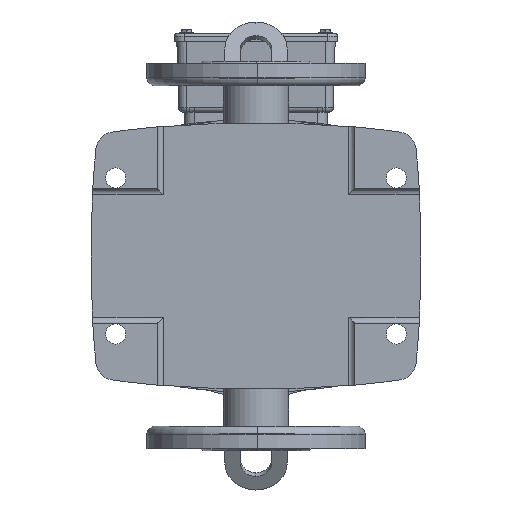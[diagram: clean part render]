
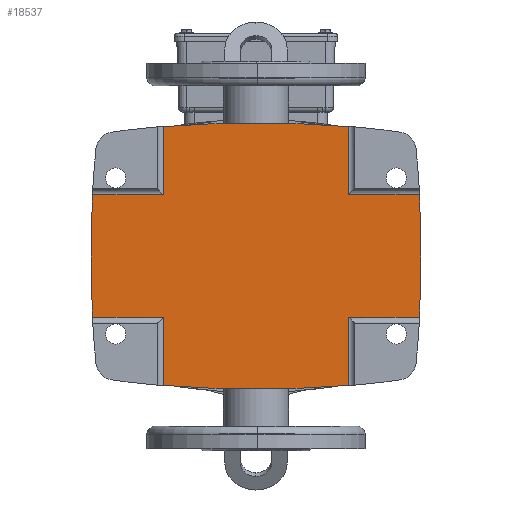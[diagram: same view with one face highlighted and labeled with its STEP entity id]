
A CAD part, front view. The second image highlights one B-rep face of the part: STEP entity #18537.
In plain terms, the highlighted planar face has unit normal (0, -1, 0).
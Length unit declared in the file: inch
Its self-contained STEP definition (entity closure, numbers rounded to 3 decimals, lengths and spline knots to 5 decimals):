
#20 = LINE ( 'NONE', #38079, #29730 ) ;
#241 = CARTESIAN_POINT ( 'NONE',  ( 10.36338, -1.02116, 23.07301 ) ) ;
#379 = ORIENTED_EDGE ( 'NONE', *, *, #28861, .T. ) ;
#382 = VECTOR ( 'NONE', #10266, 39.37008 ) ;
#735 = CIRCLE ( 'NONE', #11092, 27.26527 ) ;
#792 = AXIS2_PLACEMENT_3D ( 'NONE', #19312, #7875, #25894 ) ;
#1002 = DIRECTION ( 'NONE',  ( 0., -1., 0. ) ) ;
#1007 = CARTESIAN_POINT ( 'NONE',  ( 29.34651, -1.02116, 24.61566 ) ) ;
#1110 = EDGE_LOOP ( 'NONE', ( #19375, #25633, #32367, #10091, #8366, #11965, #33317, #27620, #379, #7747, #4919, #21620, #33807, #4349 ) ) ;
#1162 = VECTOR ( 'NONE', #24636, 39.37008 ) ;
#1518 = EDGE_CURVE ( 'NONE', #10106, #19314, #2748, .T. ) ;
#2631 = CARTESIAN_POINT ( 'NONE',  ( -16.85822, -1.02116, 24.61566 ) ) ;
#2669 = EDGE_CURVE ( 'NONE', #31333, #7851, #27640, .T. ) ;
#2748 = CIRCLE ( 'NONE', #37507, 27.26527 ) ;
#2957 = DIRECTION ( 'NONE',  ( -1., 0., 0. ) ) ;
#2983 = VECTOR ( 'NONE', #36582, 39.37008 ) ;
#3353 = CARTESIAN_POINT ( 'NONE',  ( 10.8406, -1.02116, 26.15831 ) ) ;
#3407 = CARTESIAN_POINT ( 'NONE',  ( 8.58039, -1.02116, 23.07301 ) ) ;
#4201 = VERTEX_POINT ( 'NONE', #13455 ) ;
#4349 = ORIENTED_EDGE ( 'NONE', *, *, #1518, .T. ) ;
#4358 = VECTOR ( 'NONE', #26693, 39.37008 ) ;
#4907 = VERTEX_POINT ( 'NONE', #28284 ) ;
#4919 = ORIENTED_EDGE ( 'NONE', *, *, #13475, .F. ) ;
#6557 = EDGE_CURVE ( 'NONE', #34950, #9181, #18857, .T. ) ;
#6823 = DIRECTION ( 'NONE',  ( -1., 0., 0. ) ) ;
#7021 = CARTESIAN_POINT ( 'NONE',  ( 10.8406, -1.02116, 23.07301 ) ) ;
#7074 = DIRECTION ( 'NONE',  ( -1., 0., 0. ) ) ;
#7284 = FACE_OUTER_BOUND ( 'NONE', #1110, .T. ) ;
#7747 = ORIENTED_EDGE ( 'NONE', *, *, #6557, .F. ) ;
#7851 = VERTEX_POINT ( 'NONE', #37645 ) ;
#7875 = DIRECTION ( 'NONE',  ( 0., 1., 0. ) ) ;
#8240 = CARTESIAN_POINT ( 'NONE',  ( 6.24414, -1.02116, 47.71881 ) ) ;
#8366 = ORIENTED_EDGE ( 'NONE', *, *, #23737, .F. ) ;
#8802 = CARTESIAN_POINT ( 'NONE',  ( 3.90789, -1.02116, 21.35132 ) ) ;
#9048 = CARTESIAN_POINT ( 'NONE',  ( 2.08123, -1.02116, 24.61566 ) ) ;
#9054 = CARTESIAN_POINT ( 'NONE',  ( 3.90789, -1.02116, 20.0192 ) ) ;
#9161 = LINE ( 'NONE', #15557, #1162 ) ;
#9181 = VERTEX_POINT ( 'NONE', #31889 ) ;
#9447 = AXIS2_PLACEMENT_3D ( 'NONE', #24700, #1002, #6823 ) ;
#9874 = EDGE_CURVE ( 'NONE', #19770, #26977, #735, .T. ) ;
#10068 = VERTEX_POINT ( 'NONE', #15116 ) ;
#10091 = ORIENTED_EDGE ( 'NONE', *, *, #30222, .T. ) ;
#10102 = DIRECTION ( 'NONE',  ( 0., 1., 0. ) ) ;
#10106 = VERTEX_POINT ( 'NONE', #9048 ) ;
#10192 = DIRECTION ( 'NONE',  ( -1., 0., 0. ) ) ;
#10266 = DIRECTION ( 'NONE',  ( -1., 0., 0. ) ) ;
#10332 = EDGE_CURVE ( 'NONE', #4907, #19314, #35176, .T. ) ;
#11092 = AXIS2_PLACEMENT_3D ( 'NONE', #2631, #32568, #38613 ) ;
#11166 = EDGE_CURVE ( 'NONE', #10068, #19770, #37412, .T. ) ;
#11504 = LINE ( 'NONE', #30232, #30410 ) ;
#11824 = VERTEX_POINT ( 'NONE', #31973 ) ;
#11965 = ORIENTED_EDGE ( 'NONE', *, *, #9874, .F. ) ;
#12135 = CARTESIAN_POINT ( 'NONE',  ( 3.90789, -1.02116, 26.15831 ) ) ;
#13455 = CARTESIAN_POINT ( 'NONE',  ( 8.58039, -1.02116, 26.15831 ) ) ;
#13475 = EDGE_CURVE ( 'NONE', #22062, #34950, #20, .T. ) ;
#14219 = LINE ( 'NONE', #3353, #2983 ) ;
#14822 = AXIS2_PLACEMENT_3D ( 'NONE', #8240, #31470, #10192 ) ;
#15059 = AXIS2_PLACEMENT_3D ( 'NONE', #17974, #23868, #2957 ) ;
#15116 = CARTESIAN_POINT ( 'NONE',  ( 10.36338, -1.02116, 26.15831 ) ) ;
#15557 = CARTESIAN_POINT ( 'NONE',  ( 10.8406, -1.02116, 26.15831 ) ) ;
#16116 = LINE ( 'NONE', #32285, #4358 ) ;
#16404 = DIRECTION ( 'NONE',  ( -1., 0., 0. ) ) ;
#17290 = EDGE_CURVE ( 'NONE', #11824, #10106, #33819, .T. ) ;
#17974 = CARTESIAN_POINT ( 'NONE',  ( 10.8406, -1.02116, 23.07301 ) ) ;
#18537 = ADVANCED_FACE ( 'NONE', ( #7284 ), #35136, .F. ) ;
#18857 = CIRCLE ( 'NONE', #24365, 26.47079 ) ;
#19312 = CARTESIAN_POINT ( 'NONE',  ( -16.85822, -1.02116, 24.61566 ) ) ;
#19314 = VERTEX_POINT ( 'NONE', #31650 ) ;
#19375 = ORIENTED_EDGE ( 'NONE', *, *, #10332, .F. ) ;
#19430 = DIRECTION ( 'NONE',  ( 0., -1., 0. ) ) ;
#19770 = VERTEX_POINT ( 'NONE', #19896 ) ;
#19896 = CARTESIAN_POINT ( 'NONE',  ( 10.40706, -1.02116, 24.61566 ) ) ;
#21433 = DIRECTION ( 'NONE',  ( 0., 0., 1. ) ) ;
#21620 = ORIENTED_EDGE ( 'NONE', *, *, #28945, .T. ) ;
#22062 = VERTEX_POINT ( 'NONE', #12135 ) ;
#22160 = VECTOR ( 'NONE', #21433, 39.37008 ) ;
#23737 = EDGE_CURVE ( 'NONE', #26977, #32697, #25819, .T. ) ;
#23856 = DIRECTION ( 'NONE',  ( 0., 0., 1. ) ) ;
#23868 = DIRECTION ( 'NONE',  ( 0., 1., 0. ) ) ;
#24365 = AXIS2_PLACEMENT_3D ( 'NONE', #28176, #10102, #31239 ) ;
#24636 = DIRECTION ( 'NONE',  ( -1., 0., 0. ) ) ;
#24700 = CARTESIAN_POINT ( 'NONE',  ( 29.34651, -1.02116, 24.61566 ) ) ;
#25633 = ORIENTED_EDGE ( 'NONE', *, *, #31385, .F. ) ;
#25819 = LINE ( 'NONE', #7021, #382 ) ;
#25894 = DIRECTION ( 'NONE',  ( -1., 0., 0. ) ) ;
#26693 = DIRECTION ( 'NONE',  ( 0., 0., 1. ) ) ;
#26977 = VERTEX_POINT ( 'NONE', #241 ) ;
#27620 = ORIENTED_EDGE ( 'NONE', *, *, #34691, .T. ) ;
#27640 = CIRCLE ( 'NONE', #14822, 26.47079 ) ;
#28176 = CARTESIAN_POINT ( 'NONE',  ( 6.24414, -1.02116, 1.51251 ) ) ;
#28284 = CARTESIAN_POINT ( 'NONE',  ( 3.90789, -1.02116, 23.07301 ) ) ;
#28537 = VECTOR ( 'NONE', #16404, 39.37008 ) ;
#28861 = EDGE_CURVE ( 'NONE', #4201, #9181, #11504, .T. ) ;
#28945 = EDGE_CURVE ( 'NONE', #22062, #11824, #9161, .T. ) ;
#29245 = DIRECTION ( 'NONE',  ( 0., 0., 1. ) ) ;
#29730 = VECTOR ( 'NONE', #29245, 39.37008 ) ;
#30222 = EDGE_CURVE ( 'NONE', #7851, #32697, #16116, .T. ) ;
#30232 = CARTESIAN_POINT ( 'NONE',  ( 8.58039, -1.02116, 20.0192 ) ) ;
#30410 = VECTOR ( 'NONE', #23856, 39.37008 ) ;
#31239 = DIRECTION ( 'NONE',  ( -1., 0., 0. ) ) ;
#31333 = VERTEX_POINT ( 'NONE', #8802 ) ;
#31385 = EDGE_CURVE ( 'NONE', #31333, #4907, #38227, .T. ) ;
#31470 = DIRECTION ( 'NONE',  ( 0., -1., 0. ) ) ;
#31650 = CARTESIAN_POINT ( 'NONE',  ( 2.12491, -1.02116, 23.07301 ) ) ;
#31743 = CARTESIAN_POINT ( 'NONE',  ( 10.8406, -1.02116, 23.07301 ) ) ;
#31889 = CARTESIAN_POINT ( 'NONE',  ( 8.58039, -1.02116, 27.88 ) ) ;
#31973 = CARTESIAN_POINT ( 'NONE',  ( 2.12491, -1.02116, 26.15831 ) ) ;
#32285 = CARTESIAN_POINT ( 'NONE',  ( 8.58039, -1.02116, 20.0192 ) ) ;
#32367 = ORIENTED_EDGE ( 'NONE', *, *, #2669, .T. ) ;
#32568 = DIRECTION ( 'NONE',  ( 0., 1., 0. ) ) ;
#32697 = VERTEX_POINT ( 'NONE', #3407 ) ;
#33317 = ORIENTED_EDGE ( 'NONE', *, *, #11166, .F. ) ;
#33807 = ORIENTED_EDGE ( 'NONE', *, *, #17290, .T. ) ;
#33819 = CIRCLE ( 'NONE', #9447, 27.26527 ) ;
#34173 = CARTESIAN_POINT ( 'NONE',  ( 3.90789, -1.02116, 27.88 ) ) ;
#34691 = EDGE_CURVE ( 'NONE', #10068, #4201, #14219, .T. ) ;
#34950 = VERTEX_POINT ( 'NONE', #34173 ) ;
#35136 = PLANE ( 'NONE',  #15059 ) ;
#35176 = LINE ( 'NONE', #31743, #28537 ) ;
#36582 = DIRECTION ( 'NONE',  ( -1., 0., 0. ) ) ;
#37412 = CIRCLE ( 'NONE', #792, 27.26527 ) ;
#37507 = AXIS2_PLACEMENT_3D ( 'NONE', #1007, #19430, #7074 ) ;
#37645 = CARTESIAN_POINT ( 'NONE',  ( 8.58039, -1.02116, 21.35132 ) ) ;
#38079 = CARTESIAN_POINT ( 'NONE',  ( 3.90789, -1.02116, 20.0192 ) ) ;
#38227 = LINE ( 'NONE', #9054, #22160 ) ;
#38613 = DIRECTION ( 'NONE',  ( -1., 0., 0. ) ) ;
